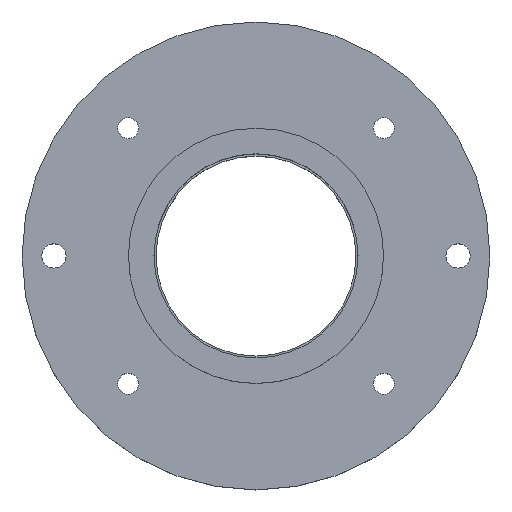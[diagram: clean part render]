
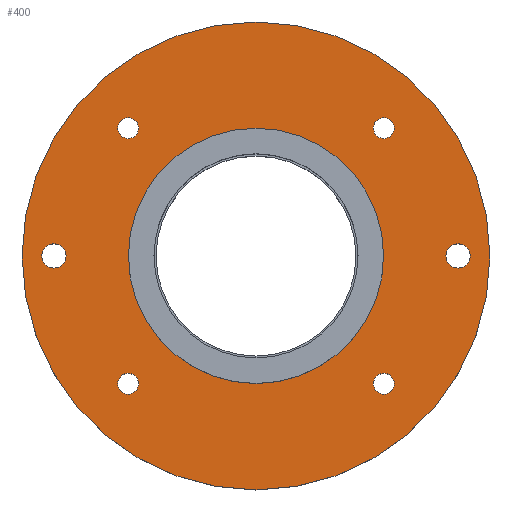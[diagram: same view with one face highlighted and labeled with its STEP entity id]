
A CAD part, top view. The second image highlights one B-rep face of the part: STEP entity #400.
In plain terms, the highlighted planar face has unit normal (0, 0, 1).
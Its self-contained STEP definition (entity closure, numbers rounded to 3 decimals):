
#33=FACE_BOUND('',#106,.T.);
#34=FACE_BOUND('',#107,.T.);
#35=FACE_BOUND('',#108,.T.);
#36=FACE_BOUND('',#109,.T.);
#37=FACE_BOUND('',#110,.T.);
#38=FACE_BOUND('',#111,.T.);
#39=FACE_BOUND('',#112,.T.);
#44=PLANE('',#476);
#67=FACE_OUTER_BOUND('',#105,.T.);
#105=EDGE_LOOP('',(#351));
#106=EDGE_LOOP('',(#352));
#107=EDGE_LOOP('',(#353));
#108=EDGE_LOOP('',(#354));
#109=EDGE_LOOP('',(#355));
#110=EDGE_LOOP('',(#356));
#111=EDGE_LOOP('',(#357));
#112=EDGE_LOOP('',(#358));
#153=CIRCLE('',#427,2.85);
#155=CIRCLE('',#430,2.85);
#163=CIRCLE('',#441,2.459);
#164=CIRCLE('',#443,2.459);
#165=CIRCLE('',#445,2.459);
#166=CIRCLE('',#447,2.459);
#180=CIRCLE('',#475,55.);
#181=CIRCLE('',#477,30.);
#183=VERTEX_POINT('',#612);
#185=VERTEX_POINT('',#618);
#193=VERTEX_POINT('',#639);
#194=VERTEX_POINT('',#643);
#195=VERTEX_POINT('',#647);
#196=VERTEX_POINT('',#651);
#214=VERTEX_POINT('',#708);
#215=VERTEX_POINT('',#712);
#218=EDGE_CURVE('',#183,#183,#153,.T.);
#221=EDGE_CURVE('',#185,#185,#155,.T.);
#230=EDGE_CURVE('',#193,#193,#163,.T.);
#232=EDGE_CURVE('',#194,#194,#164,.T.);
#234=EDGE_CURVE('',#195,#195,#165,.T.);
#236=EDGE_CURVE('',#196,#196,#166,.T.);
#261=EDGE_CURVE('',#214,#214,#180,.T.);
#263=EDGE_CURVE('',#215,#215,#181,.T.);
#351=ORIENTED_EDGE('',*,*,#261,.T.);
#352=ORIENTED_EDGE('',*,*,#218,.T.);
#353=ORIENTED_EDGE('',*,*,#221,.T.);
#354=ORIENTED_EDGE('',*,*,#230,.T.);
#355=ORIENTED_EDGE('',*,*,#232,.T.);
#356=ORIENTED_EDGE('',*,*,#234,.T.);
#357=ORIENTED_EDGE('',*,*,#236,.T.);
#358=ORIENTED_EDGE('',*,*,#263,.F.);
#400=ADVANCED_FACE('',(#67,#33,#34,#35,#36,#37,#38,#39),#44,.T.);
#427=AXIS2_PLACEMENT_3D('',#614,#486,#487);
#430=AXIS2_PLACEMENT_3D('',#620,#493,#494);
#441=AXIS2_PLACEMENT_3D('',#640,#516,#517);
#443=AXIS2_PLACEMENT_3D('',#644,#521,#522);
#445=AXIS2_PLACEMENT_3D('',#648,#526,#527);
#447=AXIS2_PLACEMENT_3D('',#652,#531,#532);
#475=AXIS2_PLACEMENT_3D('',#709,#598,#599);
#476=AXIS2_PLACEMENT_3D('',#711,#601,#602);
#477=AXIS2_PLACEMENT_3D('',#713,#603,#604);
#486=DIRECTION('center_axis',(0.,0.,-1.));
#487=DIRECTION('ref_axis',(-1.,0.,0.));
#493=DIRECTION('center_axis',(0.,0.,-1.));
#494=DIRECTION('ref_axis',(-1.,0.,0.));
#516=DIRECTION('center_axis',(0.,0.,-1.));
#517=DIRECTION('ref_axis',(0.,-1.,0.));
#521=DIRECTION('center_axis',(0.,0.,-1.));
#522=DIRECTION('ref_axis',(-1.,0.,0.));
#526=DIRECTION('center_axis',(0.,0.,-1.));
#527=DIRECTION('ref_axis',(0.,1.,0.));
#531=DIRECTION('center_axis',(0.,0.,-1.));
#532=DIRECTION('ref_axis',(1.,0.,0.));
#598=DIRECTION('center_axis',(0.,0.,1.));
#599=DIRECTION('ref_axis',(1.,0.,0.));
#601=DIRECTION('center_axis',(0.,0.,1.));
#602=DIRECTION('ref_axis',(1.,0.,0.));
#603=DIRECTION('center_axis',(0.,0.,1.));
#604=DIRECTION('ref_axis',(1.,0.,0.));
#612=CARTESIAN_POINT('',(50.35,0.,28.));
#614=CARTESIAN_POINT('Origin',(47.5,0.,28.));
#618=CARTESIAN_POINT('',(-44.65,0.,28.));
#620=CARTESIAN_POINT('Origin',(-47.5,0.,28.));
#639=CARTESIAN_POINT('',(-30.052,-27.594,28.));
#640=CARTESIAN_POINT('Origin',(-30.052,-30.052,28.));
#643=CARTESIAN_POINT('',(-27.594,30.052,28.));
#644=CARTESIAN_POINT('Origin',(-30.052,30.052,28.));
#647=CARTESIAN_POINT('',(30.052,27.594,28.));
#648=CARTESIAN_POINT('Origin',(30.052,30.052,28.));
#651=CARTESIAN_POINT('',(27.594,-30.052,28.));
#652=CARTESIAN_POINT('Origin',(30.052,-30.052,28.));
#708=CARTESIAN_POINT('',(55.,0.,28.));
#709=CARTESIAN_POINT('Origin',(0.,0.,28.));
#711=CARTESIAN_POINT('Origin',(-30.,0.,28.));
#712=CARTESIAN_POINT('',(30.,0.,28.));
#713=CARTESIAN_POINT('Origin',(0.,0.,28.));
